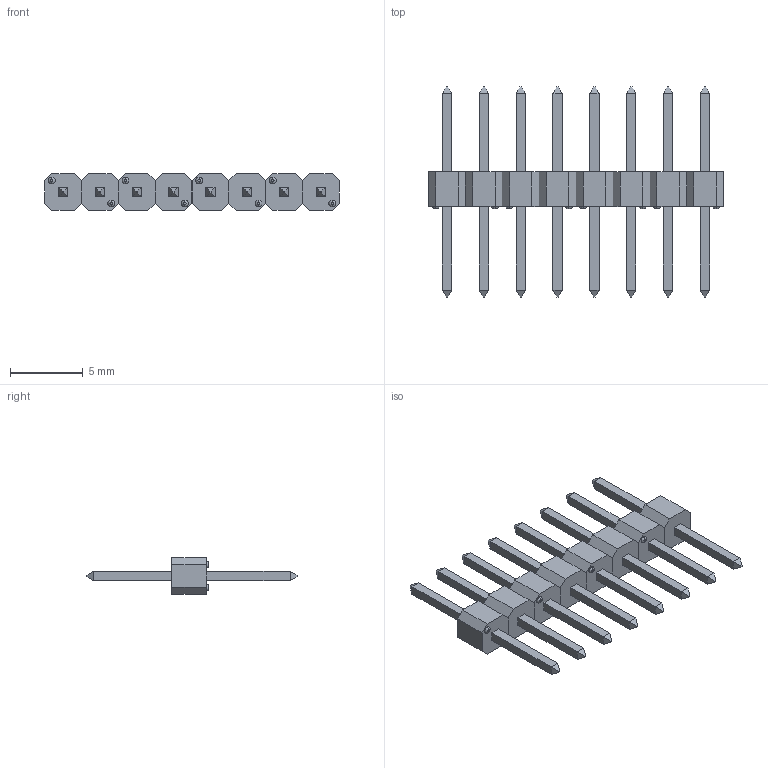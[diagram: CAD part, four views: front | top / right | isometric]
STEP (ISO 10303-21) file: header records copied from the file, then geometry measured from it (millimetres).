
FILE_DESCRIPTION (( 'STEP AP214' ), '1' );
FILE_NAME ('PBC08SABN.STEP', '2018-01-18T21:24:31', ( '' ), ( '' ), 'SwSTEP 2.0', 'SolidWorks 2014', '' );
FILE_SCHEMA (( 'AUTOMOTIVE_DESIGN' ));
Length unit declared in the file: millimetre
Products named in the file (2): 1 row with bump format; PBC08SABN
Assembly tree (8 placements, depth 2):
  PBC08SABN
    1 row with bump format  x8
Bounding box: 20.32 x 14.48 x 2.54 mm (x, y, z)
Volume: 152.2 mm3; surface area: 516.7 mm2
Topology: 24 solids, 24 shells, 264 faces, 560 edges, 352 vertices
Faces by surface type: plane 248, torus 16
Entity records: 1006 total; most frequent: DIRECTION 164, CARTESIAN_POINT 158, ORIENTED_EDGE 140, EDGE_CURVE 70, LINE 64, VECTOR 64, AXIS2_PLACEMENT_3D 50, VERTEX_POINT 44
